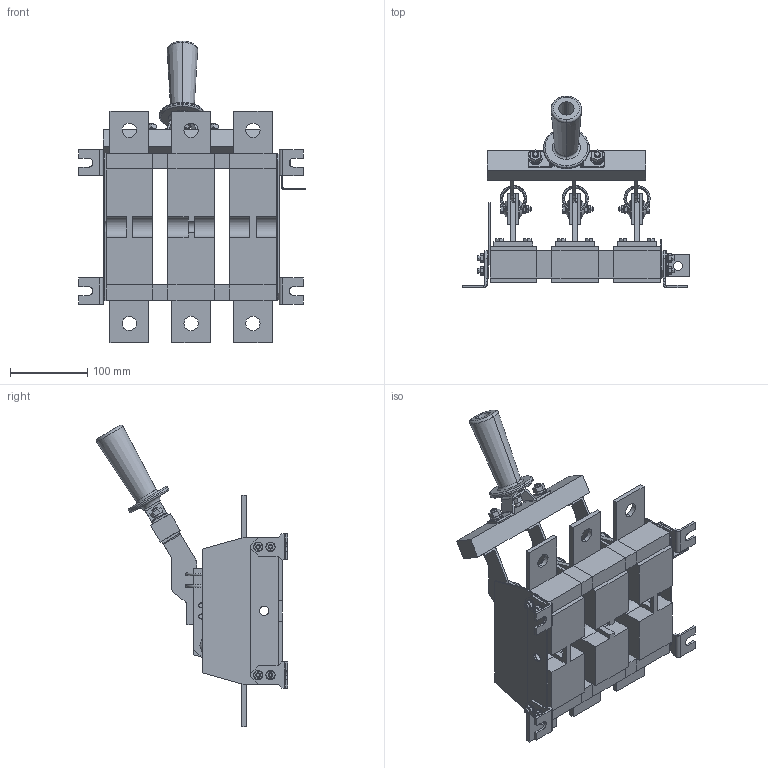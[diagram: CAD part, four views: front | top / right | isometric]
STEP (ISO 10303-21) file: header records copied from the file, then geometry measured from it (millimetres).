
FILE_DESCRIPTION (( 'STEP AP203' ), '1' );
FILE_NAME ('Ðàçúåäèíèòåëü ÐÅ19-41-31110 1000À (àðò. re19-4131110).STEP', '2019-04-08T12:26:11', ( '' ), ( '' ), 'SwSTEP 2.0', 'SolidWorks 2017', '' );
FILE_SCHEMA (( 'CONFIG_CONTROL_DESIGN' ));
Length unit declared in the file: millimetre
Products named in the file (1): Ðàçúåäèíèòåëü ÐÅ19-41-31110 1000À (àðò. re19-4131110)
Bounding box: 293.3 x 247.77 x 390.44 mm (x, y, z)
Volume: 2294320.5 mm3; surface area: 558910.1 mm2
Topology: 94 solids, 94 shells, 1504 faces, 3498 edges, 2192 vertices
Faces by surface type: plane 897, cylinder 463, sphere 78, cone 30, torus 24, bspline 12
Entity records: 46882 total; most frequent: CARTESIAN_POINT 11884, DIRECTION 7421, ORIENTED_EDGE 6896, EDGE_CURVE 3448, AXIS2_PLACEMENT_3D 2530, VECTOR 2361, LINE 2361, VERTEX_POINT 2177
